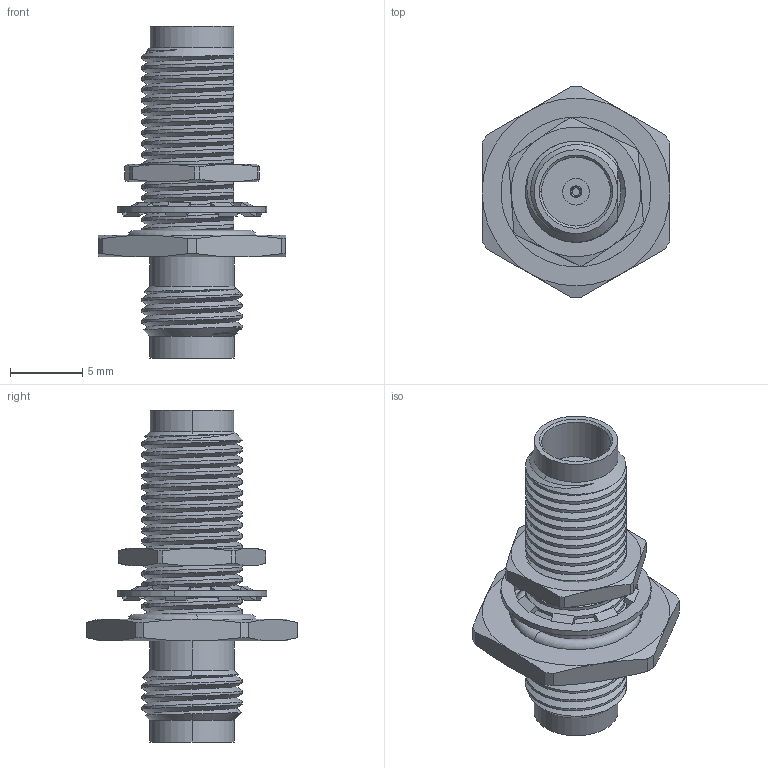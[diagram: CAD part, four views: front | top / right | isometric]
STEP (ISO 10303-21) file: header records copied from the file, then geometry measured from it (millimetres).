
FILE_DESCRIPTION (( 'STEP AP214' ), '1' );
FILE_NAME ('CT-VFVF-B-LN1, Defeatured.STEP', '2023-09-27T00:09:01', ( '' ), ( '' ), 'SwSTEP 2.0', 'SolidWorks 2021', '' );
FILE_SCHEMA (( 'AUTOMOTIVE_DESIGN' ));
Length unit declared in the file: inch
Products named in the file (6): CT-VFVF-B-LN1, Defeatured; 1.85-KKY-683.STEP; 8.943.801.STEP; ____1 - ____.STEP; CT-VFVF-B-LN1, Defeatured.STEP; 920.STEP
Assembly tree (5 placements, depth 3):
  CT-VFVF-B-LN1, Defeatured
    CT-VFVF-B-LN1, Defeatured.STEP
      920.STEP
      ____1 - ____.STEP
      1.85-KKY-683.STEP
      8.943.801.STEP
Bounding box: 13 x 14.66 x 23 mm (x, y, z)
Volume: 846.8 mm3; surface area: 1470.6 mm2
Topology: 4 solids, 4 shells, 276 faces, 734 edges, 473 vertices
Faces by surface type: plane 112, cylinder 75, cone 47, bspline 38, torus 4
Entity records: 32682 total; most frequent: CARTESIAN_POINT 26100, ORIENTED_EDGE 1468, DIRECTION 1174, EDGE_CURVE 734, VERTEX_POINT 473, AXIS2_PLACEMENT_3D 419, LINE 336, VECTOR 336
